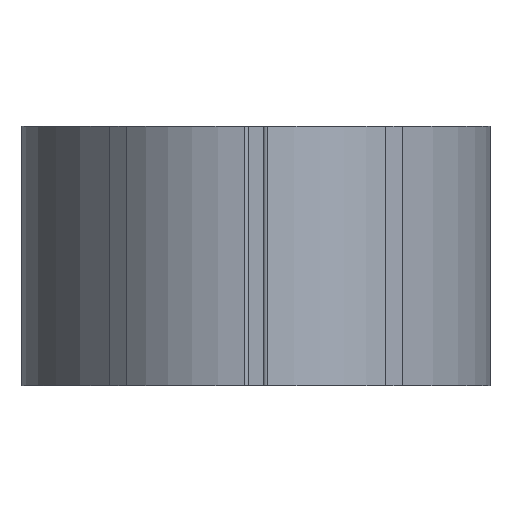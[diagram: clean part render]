
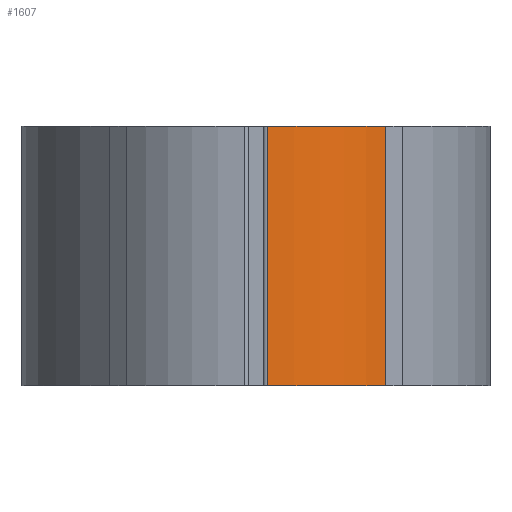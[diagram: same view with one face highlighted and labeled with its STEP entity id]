
A CAD part, front view. The second image highlights one B-rep face of the part: STEP entity #1607.
In plain terms, the highlighted cylindrical face has radius 6.75 mm (diameter 13.5 mm), a partial arc.
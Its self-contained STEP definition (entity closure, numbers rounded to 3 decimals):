
#4 = ORIENTED_EDGE ( 'NONE', *, *, #783, .T. ) ;
#36 = CIRCLE ( 'NONE', #1149, 6.75 ) ;
#74 = ORIENTED_EDGE ( 'NONE', *, *, #719, .F. ) ;
#275 = CIRCLE ( 'NONE', #1142, 6.75 ) ;
#383 = ORIENTED_EDGE ( 'NONE', *, *, #707, .F. ) ;
#385 = ORIENTED_EDGE ( 'NONE', *, *, #743, .T. ) ;
#406 = EDGE_LOOP ( 'NONE', ( #383, #385, #74, #4 ) ) ;
#448 = LINE ( 'NONE', #923, #451 ) ;
#451 = VECTOR ( 'NONE', #932, 1000. ) ;
#515 = LINE ( 'NONE', #1027, #516 ) ;
#516 = VECTOR ( 'NONE', #1028, 1000. ) ;
#634 = FACE_OUTER_BOUND ( 'NONE', #406, .T. ) ;
#636 = CYLINDRICAL_SURFACE ( 'NONE', #1232, 6.75 ) ;
#707 = EDGE_CURVE ( 'NONE', #819, #1670, #275, .T. ) ;
#719 = EDGE_CURVE ( 'NONE', #1712, #1701, #36, .T. ) ;
#743 = EDGE_CURVE ( 'NONE', #819, #1701, #448, .T. ) ;
#783 = EDGE_CURVE ( 'NONE', #1712, #1670, #515, .T. ) ;
#819 = VERTEX_POINT ( 'NONE', #1079 ) ;
#843 = CARTESIAN_POINT ( 'NONE',  ( 0., -11.55, 5. ) ) ;
#844 = DIRECTION ( 'NONE',  ( 0., 0., 1. ) ) ;
#845 = DIRECTION ( 'NONE',  ( 1., 0., 0. ) ) ;
#868 = CARTESIAN_POINT ( 'NONE',  ( 0., -11.55, -5. ) ) ;
#876 = DIRECTION ( 'NONE',  ( 0., 0., -1. ) ) ;
#877 = DIRECTION ( 'NONE',  ( 1., 0., 0. ) ) ;
#923 = CARTESIAN_POINT ( 'NONE',  ( 0.436, -18.286, 5. ) ) ;
#932 = DIRECTION ( 'NONE',  ( 0., 0., -1. ) ) ;
#1027 = CARTESIAN_POINT ( 'NONE',  ( 4.983, -16.103, -37.45 ) ) ;
#1028 = DIRECTION ( 'NONE',  ( 0., 0., 1. ) ) ;
#1079 = CARTESIAN_POINT ( 'NONE',  ( 0.436, -18.286, 5. ) ) ;
#1142 = AXIS2_PLACEMENT_3D ( 'NONE', #843, #844, #845 ) ;
#1149 = AXIS2_PLACEMENT_3D ( 'NONE', #868, #876, #877 ) ;
#1232 = AXIS2_PLACEMENT_3D ( 'NONE', #1409, #1408, #1407 ) ;
#1407 = DIRECTION ( 'NONE',  ( 1., 0., 0. ) ) ;
#1408 = DIRECTION ( 'NONE',  ( 0., 0., 1. ) ) ;
#1409 = CARTESIAN_POINT ( 'NONE',  ( 0., -11.55, -37.45 ) ) ;
#1473 = CARTESIAN_POINT ( 'NONE',  ( 4.983, -16.103, 5. ) ) ;
#1497 = CARTESIAN_POINT ( 'NONE',  ( 0.436, -18.286, -5. ) ) ;
#1508 = CARTESIAN_POINT ( 'NONE',  ( 4.983, -16.103, -5. ) ) ;
#1607 = ADVANCED_FACE ( 'NONE', ( #634 ), #636, .T. ) ;
#1670 = VERTEX_POINT ( 'NONE', #1473 ) ;
#1701 = VERTEX_POINT ( 'NONE', #1497 ) ;
#1712 = VERTEX_POINT ( 'NONE', #1508 ) ;
